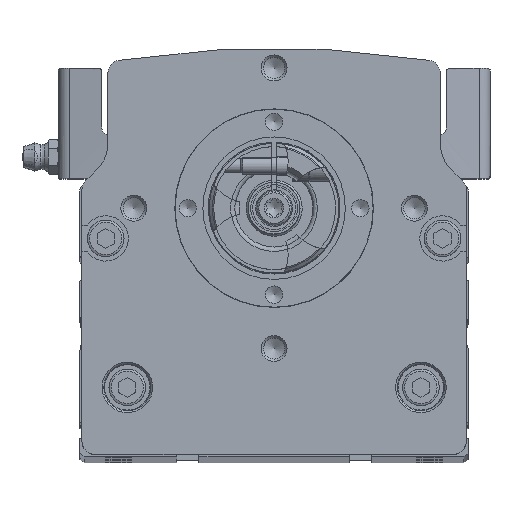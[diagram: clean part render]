
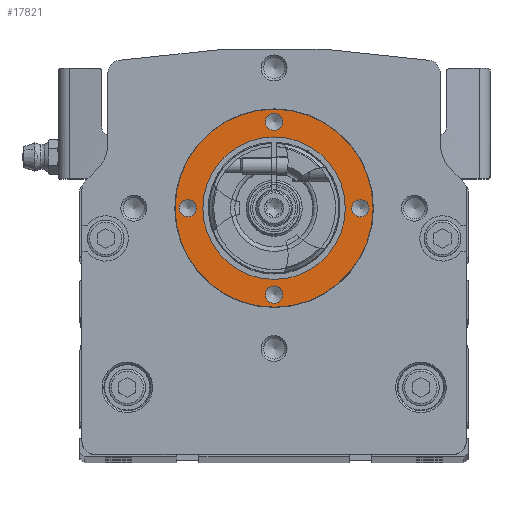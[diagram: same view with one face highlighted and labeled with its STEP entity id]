
A CAD part, top view. The second image highlights one B-rep face of the part: STEP entity #17821.
In plain terms, the highlighted planar face has unit normal (0, 0, 1).
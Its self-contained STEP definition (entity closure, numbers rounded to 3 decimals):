
#286=PLANE('',#19014);
#4602=ORIENTED_EDGE('',*,*,#7868,.F.);
#4603=ORIENTED_EDGE('',*,*,#7869,.F.);
#4604=ORIENTED_EDGE('',*,*,#7870,.T.);
#4605=ORIENTED_EDGE('',*,*,#7871,.T.);
#4606=ORIENTED_EDGE('',*,*,#7872,.T.);
#4607=ORIENTED_EDGE('',*,*,#7867,.T.);
#7867=EDGE_CURVE('',#9600,#9600,#10704,.T.);
#7868=EDGE_CURVE('',#9601,#9601,#10705,.T.);
#7869=EDGE_CURVE('',#9602,#9602,#10706,.F.);
#7870=EDGE_CURVE('',#9603,#9603,#10707,.T.);
#7871=EDGE_CURVE('',#9604,#9604,#10708,.T.);
#7872=EDGE_CURVE('',#9605,#9605,#10709,.T.);
#9600=VERTEX_POINT('',#26259);
#9601=VERTEX_POINT('',#26262);
#9602=VERTEX_POINT('',#26264);
#9603=VERTEX_POINT('',#26266);
#9604=VERTEX_POINT('',#26268);
#9605=VERTEX_POINT('',#26270);
#10704=CIRCLE('',#19013,16.5);
#10705=CIRCLE('',#19015,22.929);
#10706=CIRCLE('',#19016,2.);
#10707=CIRCLE('',#19017,2.);
#10708=CIRCLE('',#19018,2.);
#10709=CIRCLE('',#19019,2.);
#11503=EDGE_LOOP('',(#4602));
#11504=EDGE_LOOP('',(#4603));
#11505=EDGE_LOOP('',(#4604));
#11506=EDGE_LOOP('',(#4605));
#11507=EDGE_LOOP('',(#4606));
#11508=EDGE_LOOP('',(#4607));
#12660=FACE_BOUND('',#11503,.T.);
#12661=FACE_BOUND('',#11504,.T.);
#12662=FACE_BOUND('',#11505,.T.);
#12663=FACE_BOUND('',#11506,.T.);
#12664=FACE_BOUND('',#11507,.T.);
#12665=FACE_BOUND('',#11508,.T.);
#17821=ADVANCED_FACE('',(#12660,#12661,#12662,#12663,#12664,#12665),#286,
 .F.);
#19013=AXIS2_PLACEMENT_3D('',#26258,#21761,#21762);
#19014=AXIS2_PLACEMENT_3D('',#26260,#21763,#21764);
#19015=AXIS2_PLACEMENT_3D('',#26261,#21765,#21766);
#19016=AXIS2_PLACEMENT_3D('',#26263,#21767,#21768);
#19017=AXIS2_PLACEMENT_3D('',#26265,#21769,#21770);
#19018=AXIS2_PLACEMENT_3D('',#26267,#21771,#21772);
#19019=AXIS2_PLACEMENT_3D('',#26269,#21773,#21774);
#21761=DIRECTION('',(0.,0.,-1.));
#21762=DIRECTION('',(-1.,0.,0.));
#21763=DIRECTION('',(0.,0.,-1.));
#21764=DIRECTION('',(-1.,0.,0.));
#21765=DIRECTION('',(0.,0.,-1.));
#21766=DIRECTION('',(-1.,0.,0.));
#21767=DIRECTION('',(0.,0.,-1.));
#21768=DIRECTION('',(-1.,0.,0.));
#21769=DIRECTION('',(0.,0.,-1.));
#21770=DIRECTION('',(-1.,0.,0.));
#21771=DIRECTION('',(0.,0.,-1.));
#21772=DIRECTION('',(-1.,0.,0.));
#21773=DIRECTION('',(0.,0.,-1.));
#21774=DIRECTION('',(-1.,0.,0.));
#26258=CARTESIAN_POINT('',(0.,57.5,34.));
#26259=CARTESIAN_POINT('',(-16.5,57.5,34.));
#26260=CARTESIAN_POINT('',(0.,74.,34.));
#26261=CARTESIAN_POINT('',(0.,57.5,34.));
#26262=CARTESIAN_POINT('',(-22.929,57.5,34.));
#26263=CARTESIAN_POINT('',(0.,77.5,34.));
#26264=CARTESIAN_POINT('',(-2.,77.5,34.));
#26265=CARTESIAN_POINT('',(20.,57.5,34.));
#26266=CARTESIAN_POINT('',(18.,57.5,34.));
#26267=CARTESIAN_POINT('',(0.,37.5,34.));
#26268=CARTESIAN_POINT('',(-2.,37.5,34.));
#26269=CARTESIAN_POINT('',(-20.,57.5,34.));
#26270=CARTESIAN_POINT('',(-22.,57.5,34.));
